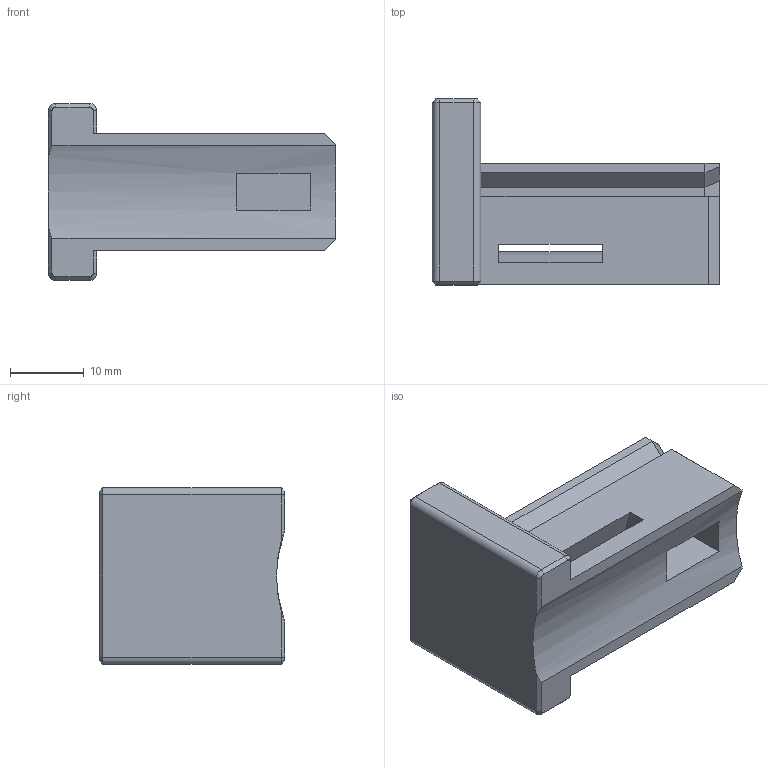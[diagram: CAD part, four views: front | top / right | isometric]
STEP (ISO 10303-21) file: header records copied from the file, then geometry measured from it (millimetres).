
FILE_DESCRIPTION(/* description */ (''),/* implementation_level */ '2;1');
FILE_NAME(/* name */ 'OBS-D-203_V1.step',/* time_stamp */ '2021-01-08T21:38:32+01:00',/* author */ (''),/* organization */ (''),/* preprocessor_version */ 'ST-DEVELOPER v18.1',/* originating_system */ 'Autodesk Translation Framework v9.7.1.1290',/* authorisation */ '');
FILE_SCHEMA (('AUTOMOTIVE_DESIGN { 1 0 10303 214 3 1 1 }'));
Length unit declared in the file: millimetre
Products named in the file (2): OBS-D-002; OBS-D-003VM
Assembly tree (1 placements, depth 2):
  OBS-D-002
    OBS-D-003VM
Bounding box: 39 x 25.2 x 24 mm (x, y, z)
Volume: 10577.9 mm3; surface area: 4912.6 mm2
Topology: 1 solids, 1 shells, 59 faces, 148 edges, 92 vertices
Faces by surface type: plane 44, cone 8, cylinder 7
Entity records: 1785 total; most frequent: CARTESIAN_POINT 302, DIRECTION 298, ORIENTED_EDGE 296, EDGE_CURVE 148, LINE 122, VECTOR 122, VERTEX_POINT 92, AXIS2_PLACEMENT_3D 88
